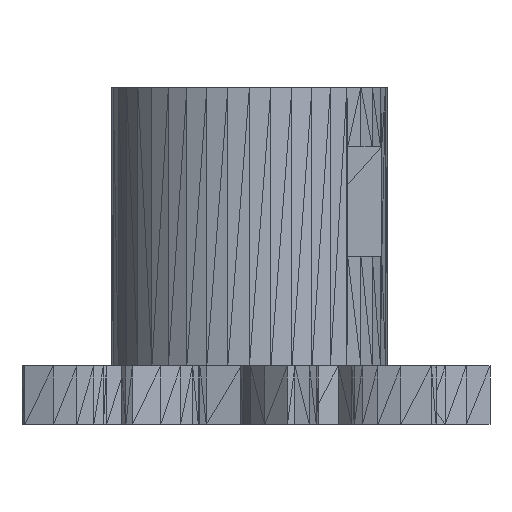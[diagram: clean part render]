
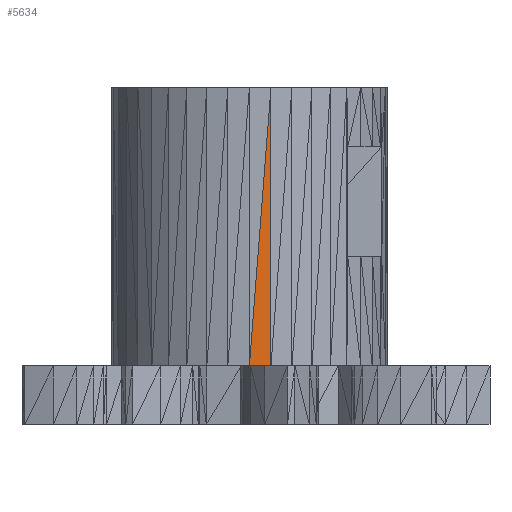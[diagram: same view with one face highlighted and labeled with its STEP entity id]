
A CAD part, front view. The second image highlights one B-rep face of the part: STEP entity #5634.
In plain terms, the highlighted planar face has unit normal (0.079, -0.997, 0).
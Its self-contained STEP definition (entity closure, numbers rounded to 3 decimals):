
#5549 = EDGE_CURVE('',#5550,#5552,#5554,.T.);
#5550 = VERTEX_POINT('',#5551);
#5551 = CARTESIAN_POINT('',(0.,-7.,-14.138));
#5552 = VERTEX_POINT('',#5553);
#5553 = CARTESIAN_POINT('',(1.095,-6.914,0.));
#5554 = SURFACE_CURVE('',#5555,(#5559,#5571),.PCURVE_S1.);
#5555 = LINE('',#5556,#5557);
#5556 = CARTESIAN_POINT('',(0.,-7.,-14.138));
#5557 = VECTOR('',#5558,1.);
#5558 = DIRECTION('',(0.077,0.006,
    0.997));
#5559 = PCURVE('',#5560,#5565);
#5560 = PLANE('',#5561);
#5561 = AXIS2_PLACEMENT_3D('',#5562,#5563,#5564);
#5562 = CARTESIAN_POINT('',(0.284,-6.978,
    -6.805));
#5563 = DIRECTION('',(0.078,-0.997,
    0.));
#5564 = DIRECTION('',(-0.997,-0.078,0.));
#5565 = DEFINITIONAL_REPRESENTATION('',(#5566),#5570);
#5566 = LINE('',#5567,#5568);
#5567 = CARTESIAN_POINT('',(0.285,7.333));
#5568 = VECTOR('',#5569,1.);
#5569 = DIRECTION('',(-0.077,-0.997));
#5570 = ( GEOMETRIC_REPRESENTATION_CONTEXT(2) 
PARAMETRIC_REPRESENTATION_CONTEXT() REPRESENTATION_CONTEXT('2D SPACE',''
  ) );
#5571 = PCURVE('',#5572,#5577);
#5572 = PLANE('',#5573);
#5573 = AXIS2_PLACEMENT_3D('',#5574,#5575,#5576);
#5574 = CARTESIAN_POINT('',(0.811,-6.936,
    -7.333));
#5575 = DIRECTION('',(0.078,-0.997,
    0.));
#5576 = DIRECTION('',(-0.997,-0.078,0.));
#5577 = DEFINITIONAL_REPRESENTATION('',(#5578),#5581);
#5578 = B_SPLINE_CURVE_WITH_KNOTS('',1,(#5579,#5580),.UNSPECIFIED.,.F.,
  .F.,(2,2),(0.,14.18),.PIECEWISE_BEZIER_KNOTS.);
#5579 = CARTESIAN_POINT('',(0.813,6.805));
#5580 = CARTESIAN_POINT('',(-0.285,-7.333));
#5581 = ( GEOMETRIC_REPRESENTATION_CONTEXT(2) 
PARAMETRIC_REPRESENTATION_CONTEXT() REPRESENTATION_CONTEXT('2D SPACE',''
  ) );
#5634 = ADVANCED_FACE('',(#5635),#5572,.T.);
#5635 = FACE_BOUND('',#5636,.T.);
#5636 = EDGE_LOOP('',(#5637,#5638,#5665));
#5637 = ORIENTED_EDGE('',*,*,#5549,.F.);
#5638 = ORIENTED_EDGE('',*,*,#5639,.F.);
#5639 = EDGE_CURVE('',#5640,#5550,#5642,.T.);
#5640 = VERTEX_POINT('',#5641);
#5641 = CARTESIAN_POINT('',(1.095,-6.914,-14.138));
#5642 = SURFACE_CURVE('',#5643,(#5647,#5653),.PCURVE_S1.);
#5643 = LINE('',#5644,#5645);
#5644 = CARTESIAN_POINT('',(1.095,-6.914,-14.138));
#5645 = VECTOR('',#5646,1.);
#5646 = DIRECTION('',(-0.997,-0.078,0.));
#5647 = PCURVE('',#5572,#5648);
#5648 = DEFINITIONAL_REPRESENTATION('',(#5649),#5652);
#5649 = B_SPLINE_CURVE_WITH_KNOTS('',1,(#5650,#5651),.UNSPECIFIED.,.F.,
  .F.,(2,2),(0.,1.098),.PIECEWISE_BEZIER_KNOTS.);
#5650 = CARTESIAN_POINT('',(-0.285,6.805));
#5651 = CARTESIAN_POINT('',(0.813,6.805));
#5652 = ( GEOMETRIC_REPRESENTATION_CONTEXT(2) 
PARAMETRIC_REPRESENTATION_CONTEXT() REPRESENTATION_CONTEXT('2D SPACE',''
  ) );
#5653 = PCURVE('',#5654,#5659);
#5654 = PLANE('',#5655);
#5655 = AXIS2_PLACEMENT_3D('',#5656,#5657,#5658);
#5656 = CARTESIAN_POINT('',(0.306,-7.136,-14.138));
#5657 = DIRECTION('',(0.,0.,1.));
#5658 = DIRECTION('',(0.,1.,0.));
#5659 = DEFINITIONAL_REPRESENTATION('',(#5660),#5664);
#5660 = LINE('',#5661,#5662);
#5661 = CARTESIAN_POINT('',(0.222,-0.789));
#5662 = VECTOR('',#5663,1.);
#5663 = DIRECTION('',(-0.078,0.997));
#5664 = ( GEOMETRIC_REPRESENTATION_CONTEXT(2) 
PARAMETRIC_REPRESENTATION_CONTEXT() REPRESENTATION_CONTEXT('2D SPACE',''
  ) );
#5665 = ORIENTED_EDGE('',*,*,#5666,.T.);
#5666 = EDGE_CURVE('',#5640,#5552,#5667,.T.);
#5667 = SURFACE_CURVE('',#5668,(#5672,#5679),.PCURVE_S1.);
#5668 = LINE('',#5669,#5670);
#5669 = CARTESIAN_POINT('',(1.095,-6.914,-14.138));
#5670 = VECTOR('',#5671,1.);
#5671 = DIRECTION('',(0.,0.,1.));
#5672 = PCURVE('',#5572,#5673);
#5673 = DEFINITIONAL_REPRESENTATION('',(#5674),#5678);
#5674 = LINE('',#5675,#5676);
#5675 = CARTESIAN_POINT('',(-0.285,6.805));
#5676 = VECTOR('',#5677,1.);
#5677 = DIRECTION('',(0.,-1.));
#5678 = ( GEOMETRIC_REPRESENTATION_CONTEXT(2) 
PARAMETRIC_REPRESENTATION_CONTEXT() REPRESENTATION_CONTEXT('2D SPACE',''
  ) );
#5679 = PCURVE('',#5680,#5685);
#5680 = PLANE('',#5681);
#5681 = AXIS2_PLACEMENT_3D('',#5682,#5683,#5684);
#5682 = CARTESIAN_POINT('',(1.372,-6.847,
    -6.805));
#5683 = DIRECTION('',(0.233,-0.972,0.
    ));
#5684 = DIRECTION('',(-0.972,-0.233,
    0.));
#5685 = DEFINITIONAL_REPRESENTATION('',(#5686),#5689);
#5686 = B_SPLINE_CURVE_WITH_KNOTS('',1,(#5687,#5688),.UNSPECIFIED.,.F.,
  .F.,(2,2),(0.,14.138),.PIECEWISE_BEZIER_KNOTS.);
#5687 = CARTESIAN_POINT('',(0.285,7.333));
#5688 = CARTESIAN_POINT('',(0.285,-6.805));
#5689 = ( GEOMETRIC_REPRESENTATION_CONTEXT(2) 
PARAMETRIC_REPRESENTATION_CONTEXT() REPRESENTATION_CONTEXT('2D SPACE',''
  ) );
